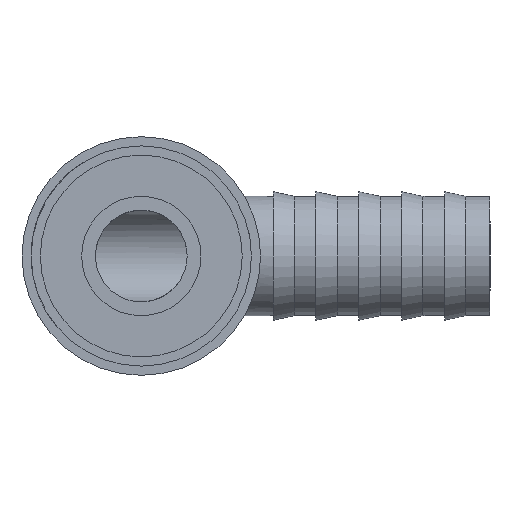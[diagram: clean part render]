
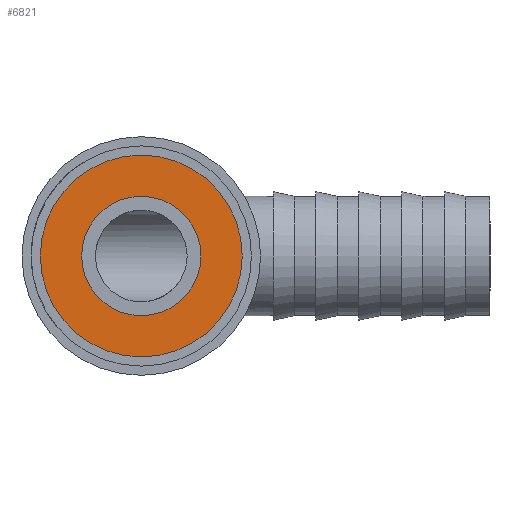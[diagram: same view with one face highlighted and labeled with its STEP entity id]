
A CAD part, left-side view. The second image highlights one B-rep face of the part: STEP entity #6821.
In plain terms, the highlighted planar face has unit normal (-1, 0, 0).
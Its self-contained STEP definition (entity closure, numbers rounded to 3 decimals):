
#394 = CIRCLE ( 'NONE', #5843, 6.5 ) ;
#411 = CARTESIAN_POINT ( 'NONE',  ( 0., 0., 0. ) ) ;
#535 = CIRCLE ( 'NONE', #4839, 11. ) ;
#749 = CARTESIAN_POINT ( 'NONE',  ( 0., 0., -11. ) ) ;
#1056 = FACE_OUTER_BOUND ( 'NONE', #6073, .T. ) ;
#1766 = DIRECTION ( 'NONE',  ( 0., 0., 1. ) ) ;
#1825 = DIRECTION ( 'NONE',  ( 0., 0., -1. ) ) ;
#2224 = CARTESIAN_POINT ( 'NONE',  ( 0., 0., 0. ) ) ;
#2419 = CIRCLE ( 'NONE', #3576, 11. ) ;
#2497 = DIRECTION ( 'NONE',  ( 1., 0., 0. ) ) ;
#2566 = DIRECTION ( 'NONE',  ( 0., 0., 1. ) ) ;
#2595 = ORIENTED_EDGE ( 'NONE', *, *, #7982, .T. ) ;
#2605 = ORIENTED_EDGE ( 'NONE', *, *, #3526, .T. ) ;
#2800 = DIRECTION ( 'NONE',  ( 1., 0., 0. ) ) ;
#2927 = CARTESIAN_POINT ( 'NONE',  ( 0., 0., 6.5 ) ) ;
#2988 = AXIS2_PLACEMENT_3D ( 'NONE', #8604, #2497, #1825 ) ;
#3109 = CARTESIAN_POINT ( 'NONE',  ( 0., 0., 0. ) ) ;
#3279 = VERTEX_POINT ( 'NONE', #749 ) ;
#3474 = CARTESIAN_POINT ( 'NONE',  ( 0., 0., 0. ) ) ;
#3526 = EDGE_CURVE ( 'NONE', #4668, #7370, #6905, .T. ) ;
#3576 = AXIS2_PLACEMENT_3D ( 'NONE', #3109, #8633, #1766 ) ;
#4173 = VERTEX_POINT ( 'NONE', #8675 ) ;
#4307 = ORIENTED_EDGE ( 'NONE', *, *, #8162, .T. ) ;
#4505 = DIRECTION ( 'NONE',  ( -1., 0., 0. ) ) ;
#4668 = VERTEX_POINT ( 'NONE', #5879 ) ;
#4839 = AXIS2_PLACEMENT_3D ( 'NONE', #411, #4505, #2566 ) ;
#5692 = ORIENTED_EDGE ( 'NONE', *, *, #8410, .T. ) ;
#5843 = AXIS2_PLACEMENT_3D ( 'NONE', #3474, #2800, #7398 ) ;
#5871 = PLANE ( 'NONE',  #2988 ) ;
#5879 = CARTESIAN_POINT ( 'NONE',  ( 0., 0., -6.5 ) ) ;
#6073 = EDGE_LOOP ( 'NONE', ( #5692, #4307 ) ) ;
#6631 = DIRECTION ( 'NONE',  ( 0., 0., -1. ) ) ;
#6680 = FACE_BOUND ( 'NONE', #7361, .T. ) ;
#6821 = ADVANCED_FACE ( 'NONE', ( #6680, #1056 ), #5871, .F. ) ;
#6905 = CIRCLE ( 'NONE', #8473, 6.5 ) ;
#7361 = EDGE_LOOP ( 'NONE', ( #2595, #2605 ) ) ;
#7370 = VERTEX_POINT ( 'NONE', #2927 ) ;
#7398 = DIRECTION ( 'NONE',  ( 0., 0., -1. ) ) ;
#7982 = EDGE_CURVE ( 'NONE', #7370, #4668, #394, .T. ) ;
#8162 = EDGE_CURVE ( 'NONE', #3279, #4173, #535, .T. ) ;
#8410 = EDGE_CURVE ( 'NONE', #4173, #3279, #2419, .T. ) ;
#8473 = AXIS2_PLACEMENT_3D ( 'NONE', #2224, #8551, #6631 ) ;
#8551 = DIRECTION ( 'NONE',  ( 1., 0., 0. ) ) ;
#8604 = CARTESIAN_POINT ( 'NONE',  ( 0., 0., 0. ) ) ;
#8633 = DIRECTION ( 'NONE',  ( -1., 0., 0. ) ) ;
#8675 = CARTESIAN_POINT ( 'NONE',  ( 0., 0., 11. ) ) ;
